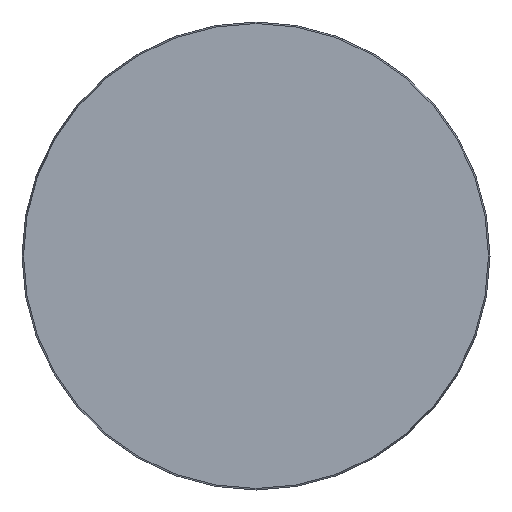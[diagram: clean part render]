
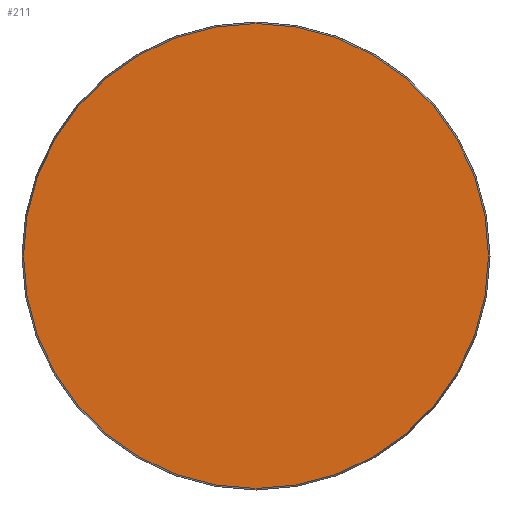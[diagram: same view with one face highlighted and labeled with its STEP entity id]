
A CAD part, front view. The second image highlights one B-rep face of the part: STEP entity #211.
In plain terms, the highlighted planar face has unit normal (0, -1, 0).
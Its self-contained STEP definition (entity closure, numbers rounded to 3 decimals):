
#31 = CARTESIAN_POINT ( 'NONE',  ( 0., 0., -88.425 ) ) ;
#36 = PLANE ( 'NONE',  #238 ) ;
#211 = ADVANCED_FACE ( 'NONE', ( #739 ), #36, .F. ) ;
#238 = AXIS2_PLACEMENT_3D ( 'NONE', #462, #507, #686 ) ;
#257 = EDGE_CURVE ( 'NONE', #570, #570, #521, .T. ) ;
#276 = AXIS2_PLACEMENT_3D ( 'NONE', #399, #742, #565 ) ;
#399 = CARTESIAN_POINT ( 'NONE',  ( 0., 0., 0. ) ) ;
#441 = ORIENTED_EDGE ( 'NONE', *, *, #257, .T. ) ;
#462 = CARTESIAN_POINT ( 'NONE',  ( -88.425, 0., 0. ) ) ;
#507 = DIRECTION ( 'NONE',  ( 0., 1., 0. ) ) ;
#521 = CIRCLE ( 'NONE', #276, 88.425 ) ;
#565 = DIRECTION ( 'NONE',  ( 0., 0., -1. ) ) ;
#570 = VERTEX_POINT ( 'NONE', #31 ) ;
#642 = EDGE_LOOP ( 'NONE', ( #441 ) ) ;
#686 = DIRECTION ( 'NONE',  ( 0., 0., 1. ) ) ;
#739 = FACE_OUTER_BOUND ( 'NONE', #642, .T. ) ;
#742 = DIRECTION ( 'NONE',  ( 0., -1., 0. ) ) ;
